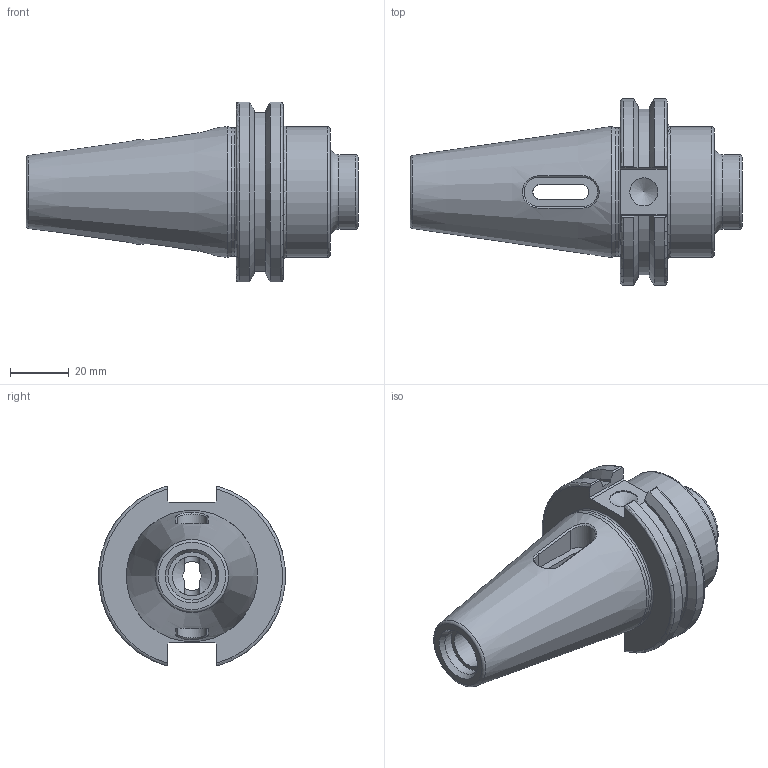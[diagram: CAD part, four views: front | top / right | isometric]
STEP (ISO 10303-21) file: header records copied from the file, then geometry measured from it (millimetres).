
FILE_DESCRIPTION(/* description */ (''),/* implementation_level */ '2;1');
FILE_NAME(/* name */ 'CK037.stp',/* time_stamp */ '2025-03-11T13:08:15+09:00',/* author */ ('YSH'),/* organization */ (''),/* preprocessor_version */ 'ST-DEVELOPER v20',/* originating_system */ 'Autodesk Inventor 2025',/* authorisation */ '');
FILE_SCHEMA (('AUTOMOTIVE_DESIGN { 1 0 10303 214 3 1 1 }'));
Length unit declared in the file: millimetre
Products named in the file (1): LO-CAT40-MTA1-44.45
Bounding box: 112.7 x 63.26 x 61.09 mm (x, y, z)
Volume: 126023.2 mm3; surface area: 24441.8 mm2
Topology: 1 solids, 1 shells, 101 faces, 275 edges, 179 vertices
Faces by surface type: plane 40, cylinder 23, bspline 16, torus 11, cone 11
Full cylindrical faces by diameter (mm): 9.525 x1, 9.7 x1, 13.386 x1, 16.3 x1, 25.4 x1, 43.6 x1, 44.45 x1
Entity records: 3826 total; most frequent: CARTESIAN_POINT 1370, ORIENTED_EDGE 548, DIRECTION 445, EDGE_CURVE 274, VERTEX_POINT 179, AXIS2_PLACEMENT_3D 160, LINE 125, VECTOR 125
